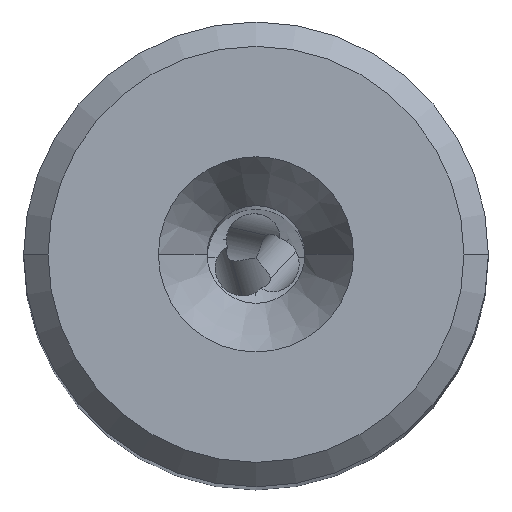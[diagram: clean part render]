
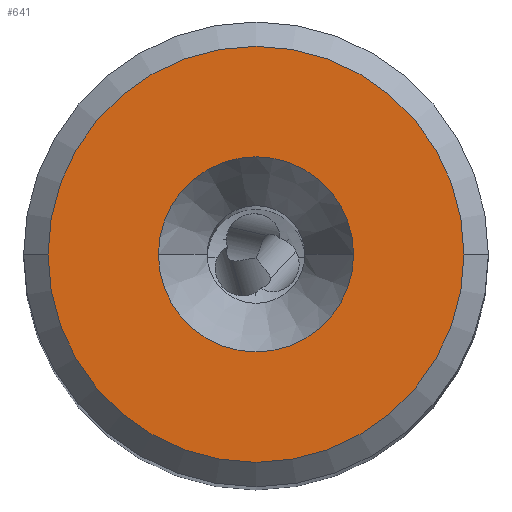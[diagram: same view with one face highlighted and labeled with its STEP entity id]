
A CAD part, top view. The second image highlights one B-rep face of the part: STEP entity #641.
In plain terms, the highlighted planar face has unit normal (0, 0, 1).
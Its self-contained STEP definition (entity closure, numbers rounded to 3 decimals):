
#641=ADVANCED_FACE('',(#892,#893),#851,.T.);
#851=PLANE('',#5979);
#892=FACE_BOUND('',#1015,.T.);
#893=FACE_BOUND('',#1016,.T.);
#1015=EDGE_LOOP('',(#2571,#2572));
#1016=EDGE_LOOP('',(#2573,#2574));
#1629=CIRCLE('',#5974,4.);
#1630=CIRCLE('',#5976,8.525);
#1631=CIRCLE('',#5977,8.525);
#1632=CIRCLE('',#5978,4.);
#2571=ORIENTED_EDGE('',*,*,#4573,.F.);
#2572=ORIENTED_EDGE('',*,*,#4574,.F.);
#2573=ORIENTED_EDGE('',*,*,#4575,.F.);
#2574=ORIENTED_EDGE('',*,*,#4572,.F.);
#3869=VERTEX_POINT('',#10585);
#3870=VERTEX_POINT('',#10587);
#3871=VERTEX_POINT('',#10591);
#3872=VERTEX_POINT('',#10592);
#4572=EDGE_CURVE('',#3870,#3869,#1629,.T.);
#4573=EDGE_CURVE('',#3871,#3872,#1630,.T.);
#4574=EDGE_CURVE('',#3872,#3871,#1631,.T.);
#4575=EDGE_CURVE('',#3869,#3870,#1632,.T.);
#5974=AXIS2_PLACEMENT_3D('',#10588,#7017,#7018);
#5976=AXIS2_PLACEMENT_3D('',#10590,#7021,#7022);
#5977=AXIS2_PLACEMENT_3D('',#10593,#7023,#7024);
#5978=AXIS2_PLACEMENT_3D('',#10594,#7025,#7026);
#5979=AXIS2_PLACEMENT_3D('',#10595,#7027,#7028);
#7017=DIRECTION('',(0.,0.,1.));
#7018=DIRECTION('',(1.,0.,0.));
#7021=DIRECTION('',(0.,0.,-1.));
#7022=DIRECTION('',(-1.,0.,0.));
#7023=DIRECTION('',(0.,0.,-1.));
#7024=DIRECTION('',(1.,0.,0.));
#7025=DIRECTION('',(0.,0.,1.));
#7026=DIRECTION('',(-1.,0.,0.));
#7027=DIRECTION('',(0.,0.,1.));
#7028=DIRECTION('',(1.,0.,0.));
#10585=CARTESIAN_POINT('',(-4.,0.,0.));
#10587=CARTESIAN_POINT('',(4.,0.,0.));
#10588=CARTESIAN_POINT('',(0.,0.,0.));
#10590=CARTESIAN_POINT('',(0.,0.,0.));
#10591=CARTESIAN_POINT('',(-8.525,0.,0.));
#10592=CARTESIAN_POINT('',(8.525,0.,0.));
#10593=CARTESIAN_POINT('',(0.,0.,0.));
#10594=CARTESIAN_POINT('',(0.,0.,0.));
#10595=CARTESIAN_POINT('',(0.,0.,0.));
